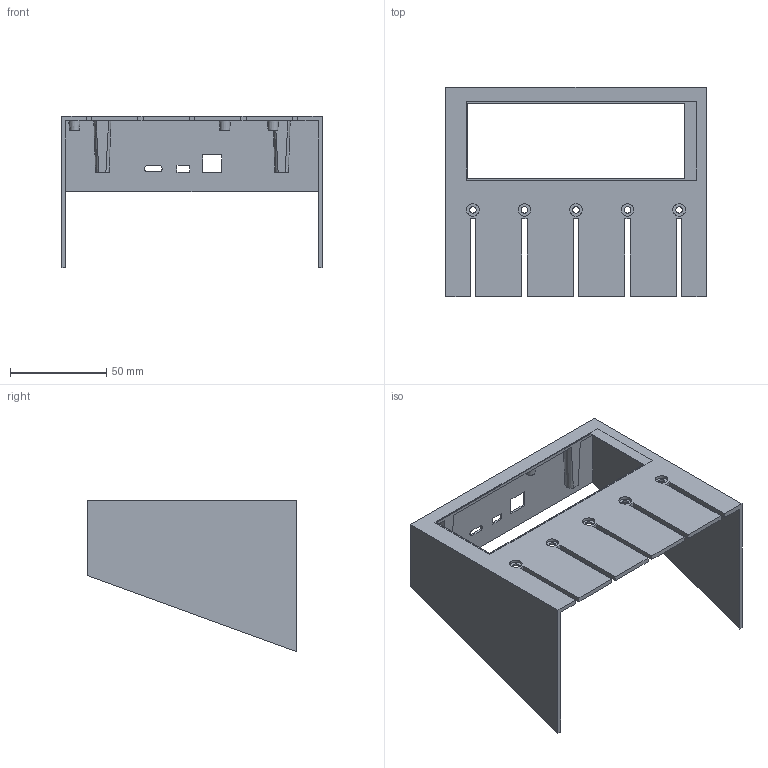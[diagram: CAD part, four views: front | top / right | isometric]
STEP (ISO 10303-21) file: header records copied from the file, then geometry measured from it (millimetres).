
FILE_DESCRIPTION(/* description */ ('STEP AP242','CAx-IF Rec.Pracs.---Representation and Presentation of Product Manufacturing Information (PMI)---4.0---2014-10-13','CAx-IF Rec.Pracs.---3D Tessellated Geometry---0.4---2014-09-14','2;1'),/* implementation_level */ '2;1');
FILE_NAME(/* name */ '666559004773374fee361e30',/* time_stamp */ '2024-06-09T07:25:52Z',/* author */ (''),/* organization */ (''),/* preprocessor_version */ 'ST-DEVELOPER v20',/* originating_system */ ' ',/* authorisation */ ' ');
FILE_SCHEMA (('AP242_MANAGED_MODEL_BASED_3D_ENGINEERING_MIM_LF { 1 0 10303 442 1 1 4 }'));
Length unit declared in the file: metre
Products named in the file (1): Top Panel Upper
Bounding box: 135 x 108.57 x 78.56 mm (x, y, z)
Volume: 52905.2 mm3; surface area: 58249.9 mm2
Topology: 1 solids, 1 shells, 93 faces, 237 edges, 158 vertices
Faces by surface type: plane 69, cylinder 19, cone 5
Full cylindrical faces by diameter (mm): 3.1 x5, 3.4 x5, 6.5 x5
Entity records: 2830 total; most frequent: CARTESIAN_POINT 567, DIRECTION 447, ORIENTED_EDGE 432, EDGE_CURVE 216, LINE 159, VECTOR 159, VERTEX_POINT 155, AXIS2_PLACEMENT_3D 144
